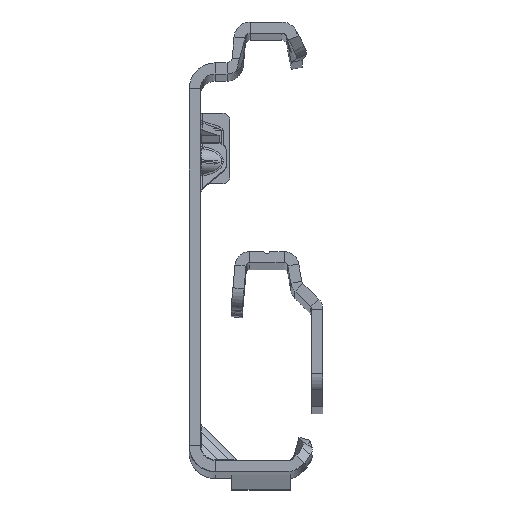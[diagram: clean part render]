
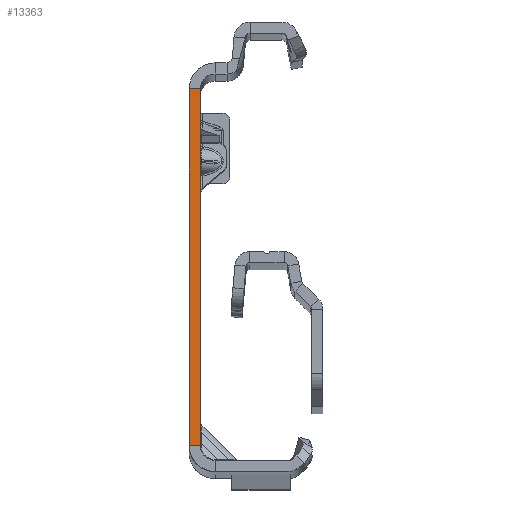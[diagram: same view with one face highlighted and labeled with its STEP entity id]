
A CAD part, top view. The second image highlights one B-rep face of the part: STEP entity #13363.
In plain terms, the highlighted planar face has unit normal (0, 0, 1).
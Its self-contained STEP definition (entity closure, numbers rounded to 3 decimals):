
#365 = EDGE_CURVE ( 'NONE', #14941, #11152, #4402, .T. ) ;
#412 = EDGE_CURVE ( 'NONE', #1221, #11152, #10508, .T. ) ;
#1221 = VERTEX_POINT ( 'NONE', #5377 ) ;
#1288 = CARTESIAN_POINT ( 'NONE',  ( 0., 22.135, 0. ) ) ;
#1982 = EDGE_CURVE ( 'NONE', #3415, #1221, #8238, .T. ) ;
#3077 = VECTOR ( 'NONE', #6935, 1000. ) ;
#3234 = CARTESIAN_POINT ( 'NONE',  ( -1.5, -27.865, 0. ) ) ;
#3301 = CARTESIAN_POINT ( 'NONE',  ( 0., -27.865, 0. ) ) ;
#3415 = VERTEX_POINT ( 'NONE', #10265 ) ;
#3490 = CARTESIAN_POINT ( 'NONE',  ( -1.5, -25.865, 0. ) ) ;
#4402 = LINE ( 'NONE', #10580, #10662 ) ;
#4585 = DIRECTION ( 'NONE',  ( 0., -1., 0. ) ) ;
#5377 = CARTESIAN_POINT ( 'NONE',  ( 0., -25.865, 0. ) ) ;
#5614 = VECTOR ( 'NONE', #4585, 1000. ) ;
#6063 = ORIENTED_EDGE ( 'NONE', *, *, #365, .T. ) ;
#6544 = ORIENTED_EDGE ( 'NONE', *, *, #10465, .T. ) ;
#6779 = EDGE_LOOP ( 'NONE', ( #11308, #6544, #6063, #12019 ) ) ;
#6935 = DIRECTION ( 'NONE',  ( -1., 0., 0. ) ) ;
#7994 = VECTOR ( 'NONE', #10979, 1000. ) ;
#8238 = LINE ( 'NONE', #3301, #5614 ) ;
#8925 = CARTESIAN_POINT ( 'NONE',  ( -1.5, 22.135, 0. ) ) ;
#9082 = DIRECTION ( 'NONE',  ( 0., -1., 0. ) ) ;
#9596 = PLANE ( 'NONE',  #13487 ) ;
#10265 = CARTESIAN_POINT ( 'NONE',  ( 0., 22.135, 0. ) ) ;
#10465 = EDGE_CURVE ( 'NONE', #3415, #14941, #13595, .T. ) ;
#10508 = LINE ( 'NONE', #15200, #3077 ) ;
#10580 = CARTESIAN_POINT ( 'NONE',  ( -1.5, -27.865, 0. ) ) ;
#10662 = VECTOR ( 'NONE', #9082, 1000. ) ;
#10708 = FACE_OUTER_BOUND ( 'NONE', #6779, .T. ) ;
#10790 = DIRECTION ( 'NONE',  ( 1., 0., 0. ) ) ;
#10979 = DIRECTION ( 'NONE',  ( -1., 0., 0. ) ) ;
#11152 = VERTEX_POINT ( 'NONE', #3490 ) ;
#11308 = ORIENTED_EDGE ( 'NONE', *, *, #1982, .F. ) ;
#11980 = DIRECTION ( 'NONE',  ( 0., 0., 1. ) ) ;
#12019 = ORIENTED_EDGE ( 'NONE', *, *, #412, .F. ) ;
#13363 = ADVANCED_FACE ( 'NONE', ( #10708 ), #9596, .T. ) ;
#13487 = AXIS2_PLACEMENT_3D ( 'NONE', #3234, #11980, #10790 ) ;
#13595 = LINE ( 'NONE', #1288, #7994 ) ;
#14941 = VERTEX_POINT ( 'NONE', #8925 ) ;
#15200 = CARTESIAN_POINT ( 'NONE',  ( 0., -25.865, 0. ) ) ;
